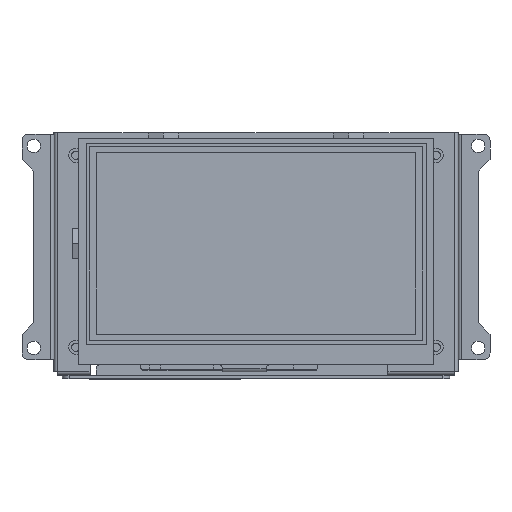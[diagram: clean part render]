
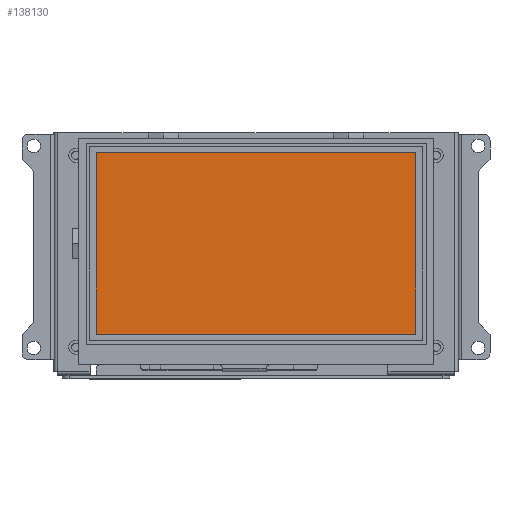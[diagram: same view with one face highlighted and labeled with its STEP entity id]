
A CAD part, top view. The second image highlights one B-rep face of the part: STEP entity #138130.
In plain terms, the highlighted planar face has unit normal (0, 0, 1).
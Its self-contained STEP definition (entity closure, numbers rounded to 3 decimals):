
#2972=PLANE('',#145610);
#8496=FACE_OUTER_BOUND('',#15921,.T.);
#15921=EDGE_LOOP('',(#94990,#94991,#94992,#94993));
#26329=LINE('',#191842,#43254);
#26330=LINE('',#191844,#43255);
#26331=LINE('',#191846,#43256);
#26332=LINE('',#191847,#43257);
#43254=VECTOR('',#155510,10.);
#43255=VECTOR('',#155511,10.);
#43256=VECTOR('',#155512,10.);
#43257=VECTOR('',#155513,10.);
#60159=VERTEX_POINT('',#191840);
#60160=VERTEX_POINT('',#191841);
#60161=VERTEX_POINT('',#191843);
#60162=VERTEX_POINT('',#191845);
#73896=EDGE_CURVE('',#60159,#60160,#26329,.T.);
#73897=EDGE_CURVE('',#60160,#60161,#26330,.T.);
#73898=EDGE_CURVE('',#60161,#60162,#26331,.T.);
#73899=EDGE_CURVE('',#60162,#60159,#26332,.T.);
#94990=ORIENTED_EDGE('',*,*,#73896,.T.);
#94991=ORIENTED_EDGE('',*,*,#73897,.T.);
#94992=ORIENTED_EDGE('',*,*,#73898,.T.);
#94993=ORIENTED_EDGE('',*,*,#73899,.T.);
#138130=ADVANCED_FACE('',(#8496),#2972,.T.);
#145610=AXIS2_PLACEMENT_3D('',#191839,#155508,#155509);
#155508=DIRECTION('center_axis',(0.,0.,
1.));
#155509=DIRECTION('ref_axis',(1.,0.,0.));
#155510=DIRECTION('',(0.,-1.,0.));
#155511=DIRECTION('',(1.,0.,0.));
#155512=DIRECTION('',(0.,1.,0.));
#155513=DIRECTION('',(-1.,0.,0.));
#191839=CARTESIAN_POINT('Origin',(0.,-2.45,
7.62));
#191840=CARTESIAN_POINT('',(-47.52,26.95,7.62));
#191841=CARTESIAN_POINT('',(-47.52,-26.91,7.62));
#191842=CARTESIAN_POINT('',(-47.52,12.25,7.62));
#191843=CARTESIAN_POINT('',(47.52,-26.91,7.62));
#191844=CARTESIAN_POINT('',(-23.76,-26.91,7.62));
#191845=CARTESIAN_POINT('',(47.52,26.95,7.62));
#191846=CARTESIAN_POINT('',(47.52,-14.68,7.62));
#191847=CARTESIAN_POINT('',(23.76,26.95,7.62));
